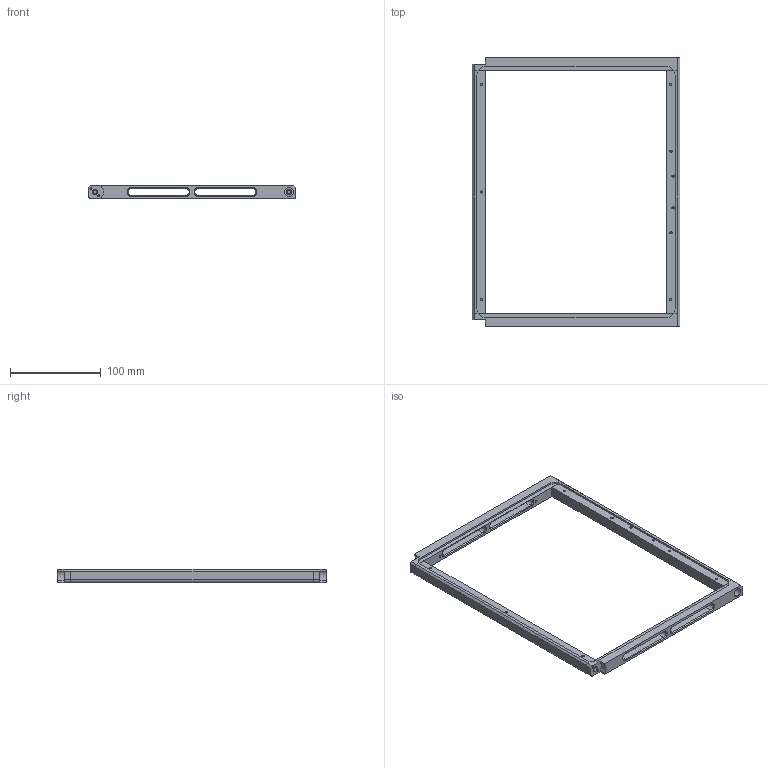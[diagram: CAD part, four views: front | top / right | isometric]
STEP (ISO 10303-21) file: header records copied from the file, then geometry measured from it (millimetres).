
FILE_DESCRIPTION (( 'STEP AP203' ), '1' );
FILE_NAME ('Door_Frame.STEP', '2023-04-26T10:30:47', ( '' ), ( '' ), 'SwSTEP 2.0', 'SolidWorks 2018', '' );
FILE_SCHEMA (( 'CONFIG_CONTROL_DESIGN' ));
Length unit declared in the file: millimetre
Products named in the file (1): Door_Frame
Bounding box: 229 x 297 x 14.5 mm (x, y, z)
Volume: 153842.4 mm3; surface area: 65170.9 mm2
Topology: 4 solids, 4 shells, 237 faces, 553 edges, 354 vertices
Faces by surface type: cylinder 107, plane 106, cone 24
Entity records: 6920 total; most frequent: DIRECTION 1267, CARTESIAN_POINT 1145, ORIENTED_EDGE 1106, EDGE_CURVE 553, AXIS2_PLACEMENT_3D 476, VERTEX_POINT 354, VECTOR 315, LINE 315
